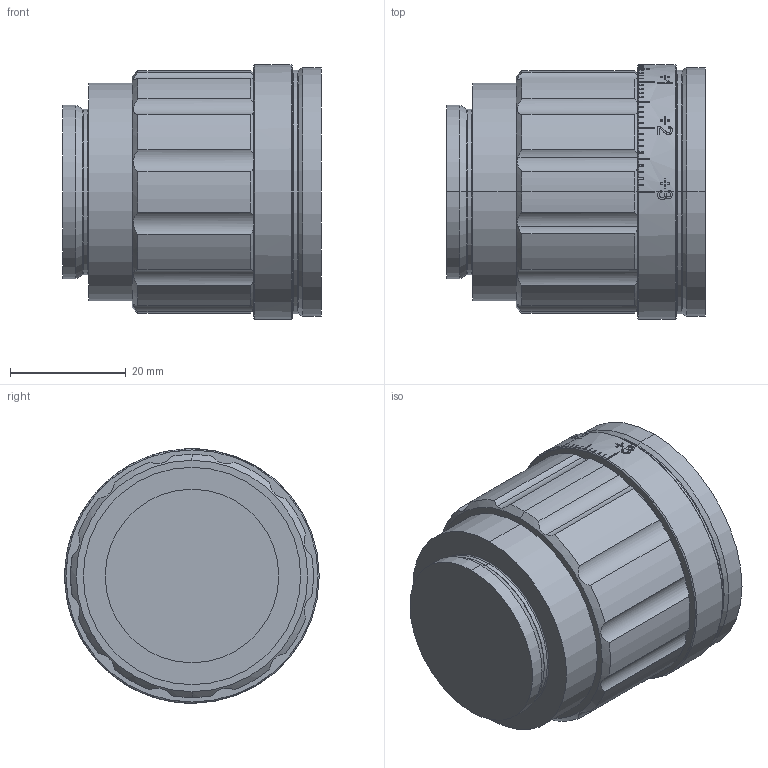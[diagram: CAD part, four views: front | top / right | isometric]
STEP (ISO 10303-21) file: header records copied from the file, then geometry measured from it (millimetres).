
FILE_DESCRIPTION (( 'STEP AP203' ), '1' );
FILE_NAME ('S6EXK0025_328.STEP', '2018-01-10T09:26:30', ( '' ), ( '' ), 'SwSTEP 2.0', 'SolidWorks 2017', '' );
FILE_SCHEMA (( 'CONFIG_CONTROL_DESIGN' ));
Length unit declared in the file: millimetre
Products named in the file (1): S6EXK0025_328
Bounding box: 44.7 x 44 x 44 mm (x, y, z)
Volume: 57265.4 mm3; surface area: 8924.5 mm2
Topology: 1 solids, 1 shells, 486 faces, 1368 edges, 902 vertices
Faces by surface type: plane 327, bspline 68, cylinder 56, cone 27, torus 8
Entity records: 26212 total; most frequent: CARTESIAN_POINT 14235, ORIENTED_EDGE 2736, DIRECTION 2130, EDGE_CURVE 1368, VERTEX_POINT 902, AXIS2_PLACEMENT_3D 718, VECTOR 694, LINE 694
